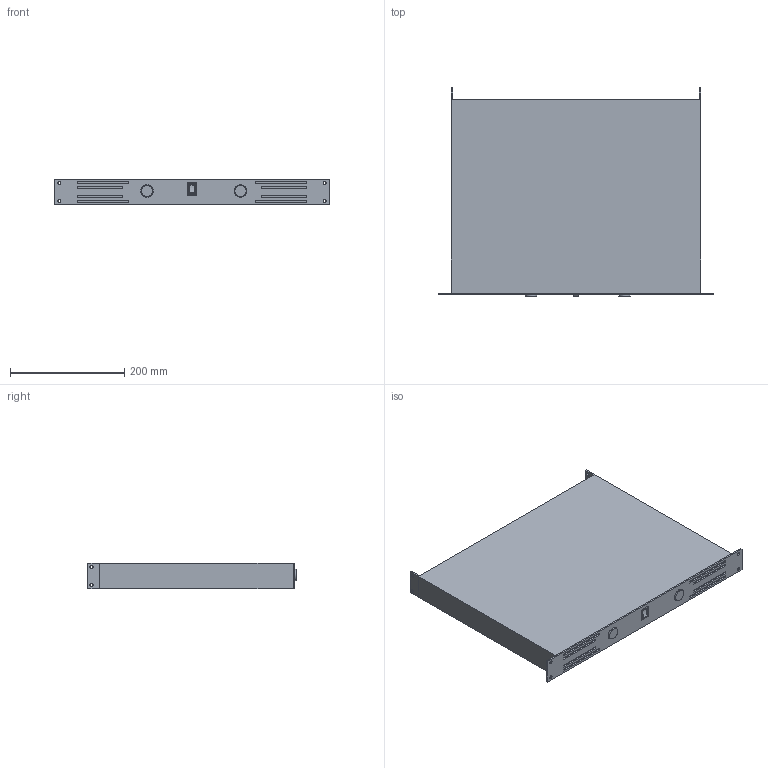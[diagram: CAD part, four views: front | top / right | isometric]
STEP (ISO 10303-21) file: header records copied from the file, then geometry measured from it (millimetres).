
FILE_DESCRIPTION(('FreeCAD Model'),'2;1');
FILE_NAME('VLP300.step','2021-04-21T23:39:47',('Author'),(''), 'Open CASCADE STEP processor 7.3','FreeCAD','Unknown');
FILE_SCHEMA(('AUTOMOTIVE_DESIGN { 1 0 10303 214 1 1 1 1 }'));
Length unit declared in the file: millimetre
Products named in the file (1): VLP300
Bounding box: 482.6 x 365.21 x 44.5 mm (x, y, z)
Volume: 6690949.6 mm3; surface area: 419207.3 mm2
Topology: 13 solids, 13 shells, 164 faces, 830 edges, 1100 vertices
Faces by surface type: plane 133, cylinder 25, sphere 4, torus 2
Full cylindrical faces by diameter (mm): 2.2 x2, 5.4 x8, 20 x2, 22 x2
Entity records: 15062 total; most frequent: CARTESIAN_POINT 3525, DIRECTION 1971, LINE 1408, VECTOR 1408, ORIENTED_EDGE 804, PCURVE 804, DEFINITIONAL_REPRESENTATION 804, GEOMETRIC_CURVE_SET 424
